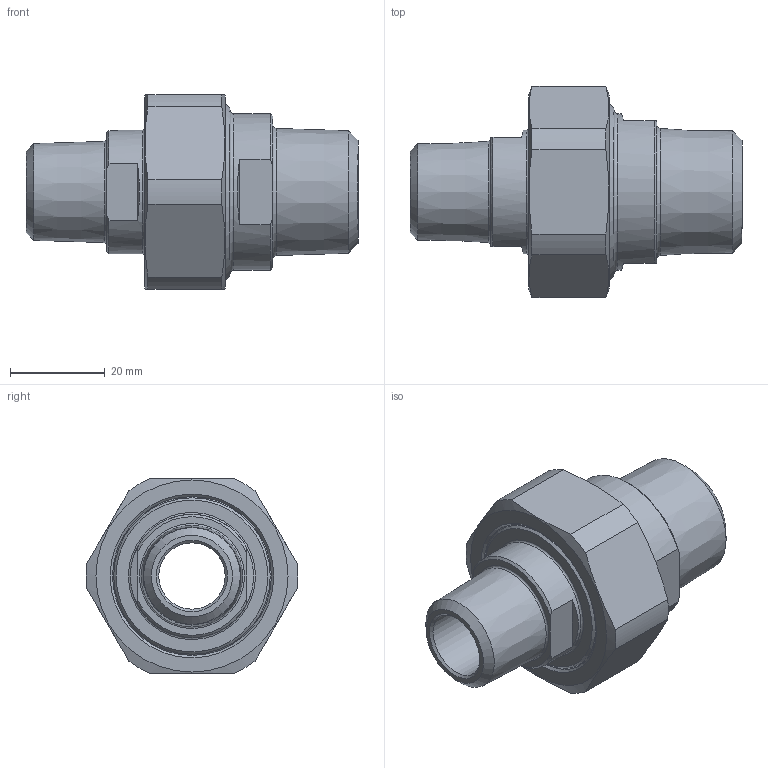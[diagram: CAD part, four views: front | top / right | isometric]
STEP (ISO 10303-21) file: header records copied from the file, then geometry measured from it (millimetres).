
FILE_DESCRIPTION(/* description */ (''),/* implementation_level */ '2;1');
FILE_NAME(/* name */ '3D_R134-2U-DN15-DN20_17101616.stp',/* time_stamp */ '2021-06-25T08:38:32+02:00',/* author */ ('cad'),/* organization */ (''),/* preprocessor_version */ 'ST-DEVELOPER v18.1',/* originating_system */ 'Autodesk Inventor 2022',/* authorisation */ '');
FILE_SCHEMA (('AUTOMOTIVE_DESIGN { 1 0 10303 214 3 1 1 }'));
Length unit declared in the file: millimetre
Products named in the file (4): 3D_R134-2U-DN15-DN20_17101616; 3D_R134-M-DN20_171011615; 3D_R134-UG-DN20_171011415; 3D_R134-UE-DN15-DN20_171011116
Assembly tree (3 placements, depth 2):
  3D_R134-2U-DN15-DN20_17101616
    3D_R134-M-DN20_171011615
    3D_R134-UG-DN20_171011415
    3D_R134-UE-DN15-DN20_171011116
Bounding box: 70 x 44.68 x 41 mm (x, y, z)
Volume: 36530.5 mm3; surface area: 17974.8 mm2
Topology: 3 solids, 3 shells, 78 faces, 187 edges, 123 vertices
Faces by surface type: plane 28, cone 24, cylinder 16, torus 10
Full cylindrical faces by diameter (mm): 14 x1, 18 x1, 18.2 x1, 26 x1, 33 x2, 33.5 x1, 36 x1, 36.376 x1, 37.85 x1
Entity records: 2455 total; most frequent: DIRECTION 446, CARTESIAN_POINT 435, ORIENTED_EDGE 374, AXIS2_PLACEMENT_3D 194, EDGE_CURVE 187, VERTEX_POINT 123, CIRCLE 105, EDGE_LOOP 92
